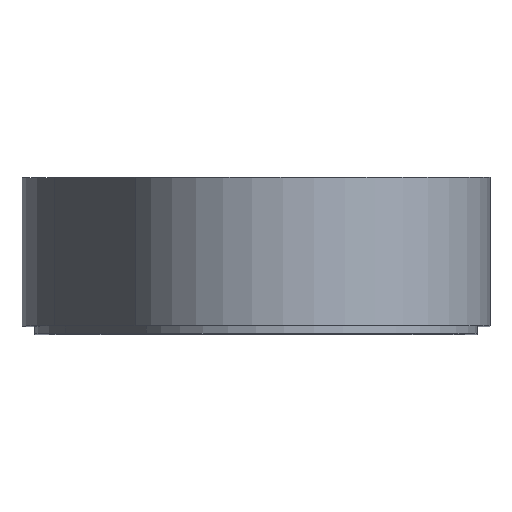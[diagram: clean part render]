
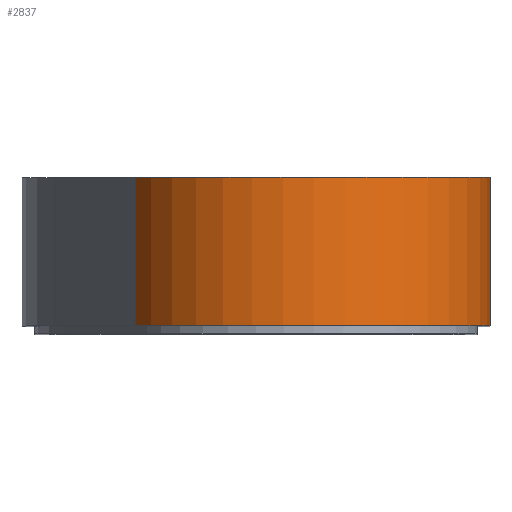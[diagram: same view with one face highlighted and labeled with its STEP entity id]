
A CAD part, top view. The second image highlights one B-rep face of the part: STEP entity #2837.
In plain terms, the highlighted cylindrical face has radius 12 mm (diameter 24 mm), a partial arc.
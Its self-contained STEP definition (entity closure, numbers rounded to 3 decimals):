
#69=CIRCLE('',#2909,12.);
#141=CIRCLE('',#3081,12.);
#176=CYLINDRICAL_SURFACE('',#3103,12.);
#326=FACE_OUTER_BOUND('',#490,.T.);
#490=EDGE_LOOP('',(#2563,#2564,#2565,#2566));
#786=LINE('',#4750,#1082);
#787=LINE('',#4752,#1083);
#1082=VECTOR('',#3923,10.);
#1083=VECTOR('',#3926,10.);
#1180=VERTEX_POINT('',#4184);
#1181=VERTEX_POINT('',#4185);
#1343=VERTEX_POINT('',#4708);
#1344=VERTEX_POINT('',#4710);
#1474=EDGE_CURVE('',#1180,#1181,#69,.T.);
#1736=EDGE_CURVE('',#1343,#1344,#141,.T.);
#1754=EDGE_CURVE('',#1343,#1180,#786,.T.);
#1755=EDGE_CURVE('',#1344,#1181,#787,.T.);
#2563=ORIENTED_EDGE('',*,*,#1474,.T.);
#2564=ORIENTED_EDGE('',*,*,#1755,.F.);
#2565=ORIENTED_EDGE('',*,*,#1736,.F.);
#2566=ORIENTED_EDGE('',*,*,#1754,.T.);
#2837=ADVANCED_FACE('',(#326),#176,.T.);
#2909=AXIS2_PLACEMENT_3D('',#4186,#3331,#3332);
#3081=AXIS2_PLACEMENT_3D('',#4711,#3865,#3866);
#3103=AXIS2_PLACEMENT_3D('',#4751,#3924,#3925);
#3331=DIRECTION('center_axis',(0.,1.,0.));
#3332=DIRECTION('ref_axis',(-0.896,0.,0.443));
#3865=DIRECTION('center_axis',(0.,1.,0.));
#3866=DIRECTION('ref_axis',(-0.896,0.,0.443));
#3923=DIRECTION('',(0.,-1.,0.));
#3924=DIRECTION('center_axis',(0.,-1.,0.));
#3925=DIRECTION('ref_axis',(-0.896,0.,0.443));
#3926=DIRECTION('',(0.,-1.,0.));
#4184=CARTESIAN_POINT('',(7.244,-9.5,54.321));
#4185=CARTESIAN_POINT('',(30.,-9.5,49.));
#4186=CARTESIAN_POINT('Origin',(18.,-9.5,49.));
#4708=CARTESIAN_POINT('',(7.244,0.,54.321));
#4710=CARTESIAN_POINT('',(30.,0.,49.));
#4711=CARTESIAN_POINT('Origin',(18.,0.,49.));
#4750=CARTESIAN_POINT('',(7.244,0.,54.321));
#4751=CARTESIAN_POINT('Origin',(18.,0.,49.));
#4752=CARTESIAN_POINT('',(30.,0.,49.));
